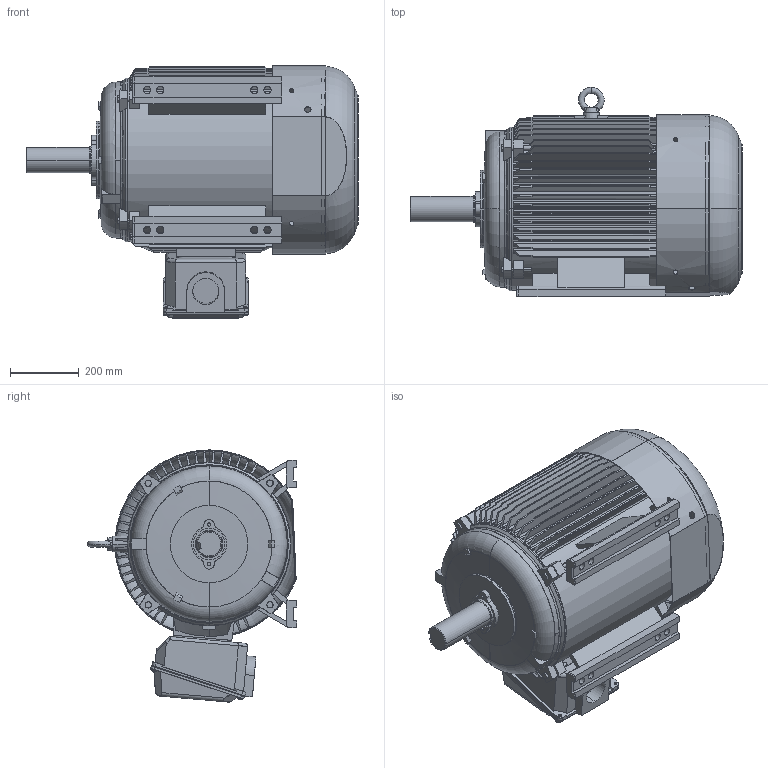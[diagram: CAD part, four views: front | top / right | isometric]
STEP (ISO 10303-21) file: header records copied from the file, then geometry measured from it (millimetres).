
FILE_DESCRIPTION (( 'STEP AP214' ), '1' );
FILE_NAME ('PEWWE-405T-4,6.STEP', '2018-07-17T23:31:29', ( '' ), ( '' ), 'SwSTEP 2.0', 'SolidWorks 2017', '' );
FILE_SCHEMA (( 'AUTOMOTIVE_DESIGN' ));
Length unit declared in the file: inch
Products named in the file (1): PEWWE-405T-4,6
Bounding box: 964.28 x 607.4 x 732.69 mm (x, y, z)
Volume: 28596560.5 mm3; surface area: 5452161.6 mm2
Topology: 20 solids, 21 shells, 3934 faces, 10455 edges, 6886 vertices
Faces by surface type: cylinder 1817, plane 1812, cone 236, torus 36, bspline 27, sphere 6
Entity records: 132639 total; most frequent: CARTESIAN_POINT 32868, ORIENTED_EDGE 20910, DIRECTION 20850, EDGE_CURVE 10455, AXIS2_PLACEMENT_3D 7476, VERTEX_POINT 6886, VECTOR 5898, LINE 5898
